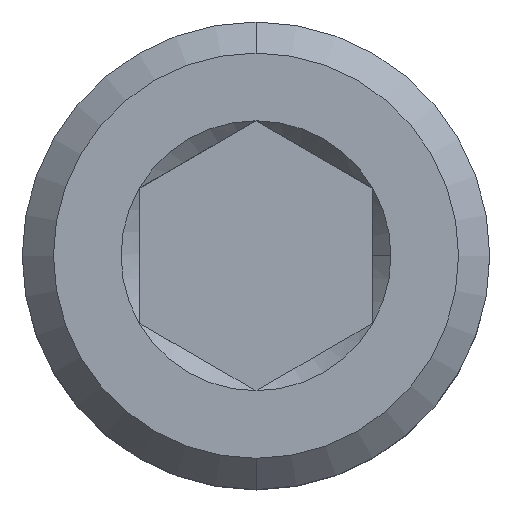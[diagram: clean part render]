
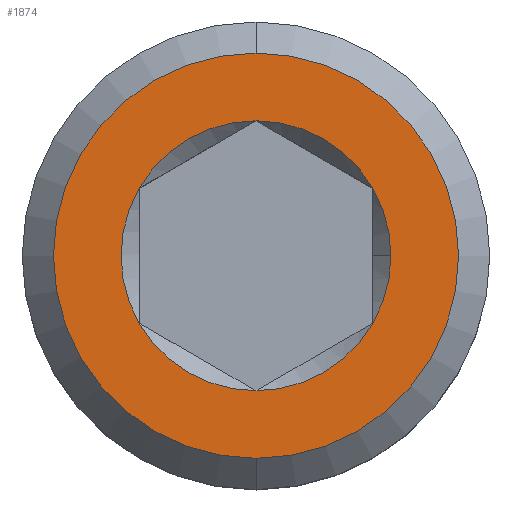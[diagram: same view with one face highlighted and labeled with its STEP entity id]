
A CAD part, top view. The second image highlights one B-rep face of the part: STEP entity #1874.
In plain terms, the highlighted planar face has unit normal (0, 0, 1).
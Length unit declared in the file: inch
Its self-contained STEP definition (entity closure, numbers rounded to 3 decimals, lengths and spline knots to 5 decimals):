
#77 = EDGE_CURVE ( 'NONE', #6856, #4941, #2211, .T. ) ;
#215 = ORIENTED_EDGE ( 'NONE', *, *, #5847, .F. ) ;
#326 = CARTESIAN_POINT ( 'NONE',  ( 0., 0., 1.125 ) ) ;
#425 = AXIS2_PLACEMENT_3D ( 'NONE', #6194, #4488, #2234 ) ;
#512 = EDGE_CURVE ( 'NONE', #3345, #5347, #1072, .T. ) ;
#528 = CARTESIAN_POINT ( 'NONE',  ( 0., 0.1625, 1.125 ) ) ;
#664 = AXIS2_PLACEMENT_3D ( 'NONE', #2097, #3113, #5437 ) ;
#696 = DIRECTION ( 'NONE',  ( 0., 0., 1. ) ) ;
#775 = DIRECTION ( 'NONE',  ( 1., 0., 0. ) ) ;
#819 = DIRECTION ( 'NONE',  ( 0., 1., 0. ) ) ;
#1072 = CIRCLE ( 'NONE', #4550, 0.10825 ) ;
#1087 = CIRCLE ( 'NONE', #2951, 0.1625 ) ;
#1131 = PLANE ( 'NONE',  #425 ) ;
#1191 = VERTEX_POINT ( 'NONE', #6977 ) ;
#1218 = EDGE_CURVE ( 'NONE', #6576, #3845, #1852, .T. ) ;
#1335 = CARTESIAN_POINT ( 'NONE',  ( 0.10825, 0., 1.125 ) ) ;
#1432 = ORIENTED_EDGE ( 'NONE', *, *, #512, .F. ) ;
#1578 = EDGE_LOOP ( 'NONE', ( #3970, #215 ) ) ;
#1812 = CARTESIAN_POINT ( 'NONE',  ( -0.09375, -0.05413, 1.125 ) ) ;
#1852 = CIRCLE ( 'NONE', #664, 0.10825 ) ;
#1855 = CARTESIAN_POINT ( 'NONE',  ( 0., 0., 1.125 ) ) ;
#1874 = ADVANCED_FACE ( 'NONE', ( #2910, #7273 ), #1131, .T. ) ;
#1936 = CIRCLE ( 'NONE', #5751, 0.10825 ) ;
#2097 = CARTESIAN_POINT ( 'NONE',  ( 0., 0., 1.125 ) ) ;
#2104 = AXIS2_PLACEMENT_3D ( 'NONE', #4764, #2523, #5369 ) ;
#2111 = EDGE_CURVE ( 'NONE', #5347, #6856, #1936, .T. ) ;
#2211 = CIRCLE ( 'NONE', #6563, 0.10825 ) ;
#2234 = DIRECTION ( 'NONE',  ( 0., -1., 0. ) ) ;
#2369 = DIRECTION ( 'NONE',  ( 1., 0., 0. ) ) ;
#2495 = EDGE_CURVE ( 'NONE', #3845, #3345, #6043, .T. ) ;
#2523 = DIRECTION ( 'NONE',  ( 0., 0., -1. ) ) ;
#2643 = CIRCLE ( 'NONE', #4598, 0.10825 ) ;
#2722 = EDGE_CURVE ( 'NONE', #4941, #1191, #2643, .T. ) ;
#2820 = VERTEX_POINT ( 'NONE', #3065 ) ;
#2910 = FACE_BOUND ( 'NONE', #6294, .T. ) ;
#2951 = AXIS2_PLACEMENT_3D ( 'NONE', #7064, #6480, #819 ) ;
#2959 = CARTESIAN_POINT ( 'NONE',  ( 0., 0., 1.125 ) ) ;
#3065 = CARTESIAN_POINT ( 'NONE',  ( 0., -0.1625, 1.125 ) ) ;
#3113 = DIRECTION ( 'NONE',  ( 0., 0., 1. ) ) ;
#3127 = ORIENTED_EDGE ( 'NONE', *, *, #2495, .F. ) ;
#3332 = DIRECTION ( 'NONE',  ( 0., 0., 1. ) ) ;
#3345 = VERTEX_POINT ( 'NONE', #1812 ) ;
#3368 = DIRECTION ( 'NONE',  ( 1., 0., 0. ) ) ;
#3486 = CARTESIAN_POINT ( 'NONE',  ( 0., 0.10825, 1.125 ) ) ;
#3507 = DIRECTION ( 'NONE',  ( 0., 0., 1. ) ) ;
#3695 = VERTEX_POINT ( 'NONE', #528 ) ;
#3845 = VERTEX_POINT ( 'NONE', #4512 ) ;
#3864 = EDGE_CURVE ( 'NONE', #1191, #6576, #5728, .T. ) ;
#3970 = ORIENTED_EDGE ( 'NONE', *, *, #7115, .F. ) ;
#4175 = ORIENTED_EDGE ( 'NONE', *, *, #1218, .F. ) ;
#4284 = DIRECTION ( 'NONE',  ( 1., 0., 0. ) ) ;
#4404 = ORIENTED_EDGE ( 'NONE', *, *, #3864, .F. ) ;
#4488 = DIRECTION ( 'NONE',  ( 0., 0., 1. ) ) ;
#4512 = CARTESIAN_POINT ( 'NONE',  ( -0.09375, 0.05413, 1.125 ) ) ;
#4550 = AXIS2_PLACEMENT_3D ( 'NONE', #2959, #3507, #4677 ) ;
#4598 = AXIS2_PLACEMENT_3D ( 'NONE', #326, #5940, #4284 ) ;
#4677 = DIRECTION ( 'NONE',  ( 1., 0., 0. ) ) ;
#4678 = ORIENTED_EDGE ( 'NONE', *, *, #2111, .F. ) ;
#4735 = DIRECTION ( 'NONE',  ( 1., 0., 0. ) ) ;
#4764 = CARTESIAN_POINT ( 'NONE',  ( 0., 0., 1.125 ) ) ;
#4941 = VERTEX_POINT ( 'NONE', #1335 ) ;
#5235 = CARTESIAN_POINT ( 'NONE',  ( 0., 0., 1.125 ) ) ;
#5308 = CARTESIAN_POINT ( 'NONE',  ( 0.09375, -0.05413, 1.125 ) ) ;
#5347 = VERTEX_POINT ( 'NONE', #5582 ) ;
#5369 = DIRECTION ( 'NONE',  ( 0., 1., 0. ) ) ;
#5437 = DIRECTION ( 'NONE',  ( 1., 0., 0. ) ) ;
#5582 = CARTESIAN_POINT ( 'NONE',  ( 0., -0.10825, 1.125 ) ) ;
#5600 = DIRECTION ( 'NONE',  ( 0., 0., 1. ) ) ;
#5728 = CIRCLE ( 'NONE', #6468, 0.10825 ) ;
#5751 = AXIS2_PLACEMENT_3D ( 'NONE', #6760, #5600, #3368 ) ;
#5847 = EDGE_CURVE ( 'NONE', #2820, #3695, #6421, .T. ) ;
#5940 = DIRECTION ( 'NONE',  ( 0., 0., 1. ) ) ;
#6043 = CIRCLE ( 'NONE', #6048, 0.10825 ) ;
#6048 = AXIS2_PLACEMENT_3D ( 'NONE', #5235, #6976, #4735 ) ;
#6134 = CARTESIAN_POINT ( 'NONE',  ( 0., 0., 1.125 ) ) ;
#6194 = CARTESIAN_POINT ( 'NONE',  ( 0., 0., 1.125 ) ) ;
#6294 = EDGE_LOOP ( 'NONE', ( #4678, #1432, #3127, #4175, #4404, #6787, #6677 ) ) ;
#6421 = CIRCLE ( 'NONE', #2104, 0.1625 ) ;
#6468 = AXIS2_PLACEMENT_3D ( 'NONE', #1855, #696, #2369 ) ;
#6480 = DIRECTION ( 'NONE',  ( 0., 0., -1. ) ) ;
#6563 = AXIS2_PLACEMENT_3D ( 'NONE', #6134, #3332, #775 ) ;
#6576 = VERTEX_POINT ( 'NONE', #3486 ) ;
#6677 = ORIENTED_EDGE ( 'NONE', *, *, #77, .F. ) ;
#6760 = CARTESIAN_POINT ( 'NONE',  ( 0., 0., 1.125 ) ) ;
#6787 = ORIENTED_EDGE ( 'NONE', *, *, #2722, .F. ) ;
#6856 = VERTEX_POINT ( 'NONE', #5308 ) ;
#6976 = DIRECTION ( 'NONE',  ( 0., 0., 1. ) ) ;
#6977 = CARTESIAN_POINT ( 'NONE',  ( 0.09375, 0.05413, 1.125 ) ) ;
#7064 = CARTESIAN_POINT ( 'NONE',  ( 0., 0., 1.125 ) ) ;
#7115 = EDGE_CURVE ( 'NONE', #3695, #2820, #1087, .T. ) ;
#7273 = FACE_OUTER_BOUND ( 'NONE', #1578, .T. ) ;
